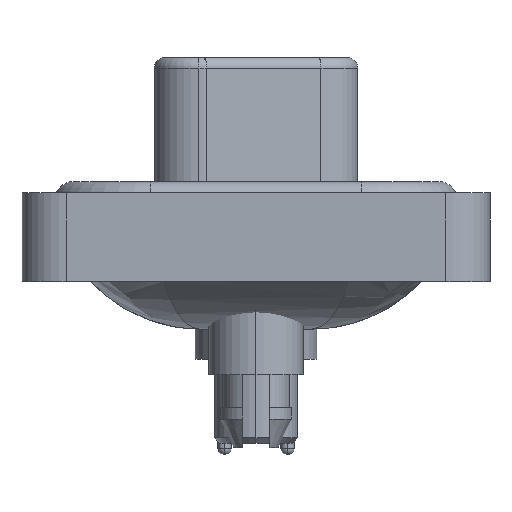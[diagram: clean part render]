
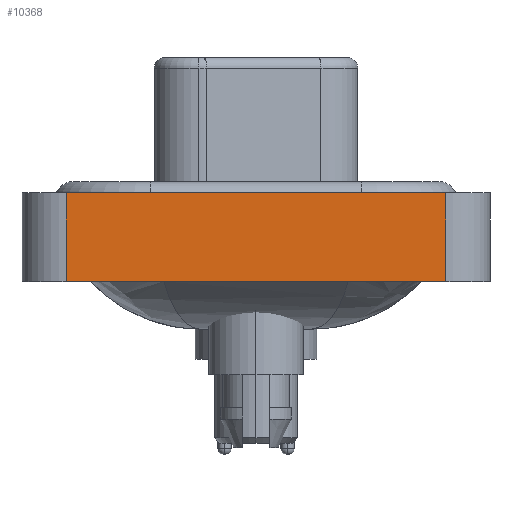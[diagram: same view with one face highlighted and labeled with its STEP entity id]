
A CAD part, left-side view. The second image highlights one B-rep face of the part: STEP entity #10368.
In plain terms, the highlighted planar face has unit normal (-1, 0, 0).
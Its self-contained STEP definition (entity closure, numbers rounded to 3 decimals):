
#295 = EDGE_CURVE ( 'NONE', #18280, #19521, #2248, .T. ) ;
#716 = EDGE_LOOP ( 'NONE', ( #16364, #5981, #21578, #8618 ) ) ;
#1187 = DIRECTION ( 'NONE',  ( 0., 0., 1. ) ) ;
#1248 = DIRECTION ( 'NONE',  ( 0., 0., 1. ) ) ;
#1515 = CARTESIAN_POINT ( 'NONE',  ( -7.35, 8.55, -3.6 ) ) ;
#2248 = LINE ( 'NONE', #25206, #8551 ) ;
#4338 = DIRECTION ( 'NONE',  ( 0., -1., 0. ) ) ;
#5056 = CARTESIAN_POINT ( 'NONE',  ( -7.35, -8.55, -3.6 ) ) ;
#5981 = ORIENTED_EDGE ( 'NONE', *, *, #14002, .F. ) ;
#6469 = DIRECTION ( 'NONE',  ( 0., -1., 0. ) ) ;
#7200 = CARTESIAN_POINT ( 'NONE',  ( -7.35, 8.55, -3.6 ) ) ;
#7341 = FACE_OUTER_BOUND ( 'NONE', #716, .T. ) ;
#8544 = DIRECTION ( 'NONE',  ( 0., 0., 1. ) ) ;
#8551 = VECTOR ( 'NONE', #6469, 1000. ) ;
#8618 = ORIENTED_EDGE ( 'NONE', *, *, #295, .T. ) ;
#9844 = VECTOR ( 'NONE', #1248, 1000. ) ;
#10368 = ADVANCED_FACE ( 'NONE', ( #7341 ), #20051, .T. ) ;
#11372 = EDGE_CURVE ( 'NONE', #18280, #26078, #18325, .T. ) ;
#11958 = DIRECTION ( 'NONE',  ( -1., 0., 0. ) ) ;
#12412 = CARTESIAN_POINT ( 'NONE',  ( -7.35, -8.55, 0.4 ) ) ;
#13857 = VECTOR ( 'NONE', #4338, 1000. ) ;
#14002 = EDGE_CURVE ( 'NONE', #26078, #24437, #23306, .T. ) ;
#14079 = EDGE_CURVE ( 'NONE', #19521, #24437, #16732, .T. ) ;
#15362 = CARTESIAN_POINT ( 'NONE',  ( -7.35, 8.55, 0.4 ) ) ;
#15662 = CARTESIAN_POINT ( 'NONE',  ( -7.35, -8.55, -3.6 ) ) ;
#16364 = ORIENTED_EDGE ( 'NONE', *, *, #14079, .T. ) ;
#16732 = LINE ( 'NONE', #21120, #18667 ) ;
#17632 = AXIS2_PLACEMENT_3D ( 'NONE', #15662, #11958, #1187 ) ;
#18280 = VERTEX_POINT ( 'NONE', #7200 ) ;
#18325 = LINE ( 'NONE', #1515, #9844 ) ;
#18667 = VECTOR ( 'NONE', #8544, 1000. ) ;
#19521 = VERTEX_POINT ( 'NONE', #5056 ) ;
#20051 = PLANE ( 'NONE',  #17632 ) ;
#21120 = CARTESIAN_POINT ( 'NONE',  ( -7.35, -8.55, -3.6 ) ) ;
#21578 = ORIENTED_EDGE ( 'NONE', *, *, #11372, .F. ) ;
#23306 = LINE ( 'NONE', #25510, #13857 ) ;
#24437 = VERTEX_POINT ( 'NONE', #12412 ) ;
#25206 = CARTESIAN_POINT ( 'NONE',  ( -7.35, -8.55, -3.6 ) ) ;
#25510 = CARTESIAN_POINT ( 'NONE',  ( -7.35, -8.55, 0.4 ) ) ;
#26078 = VERTEX_POINT ( 'NONE', #15362 ) ;
